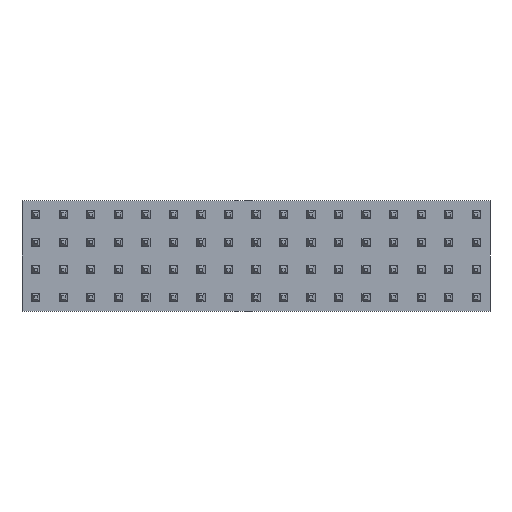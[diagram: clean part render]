
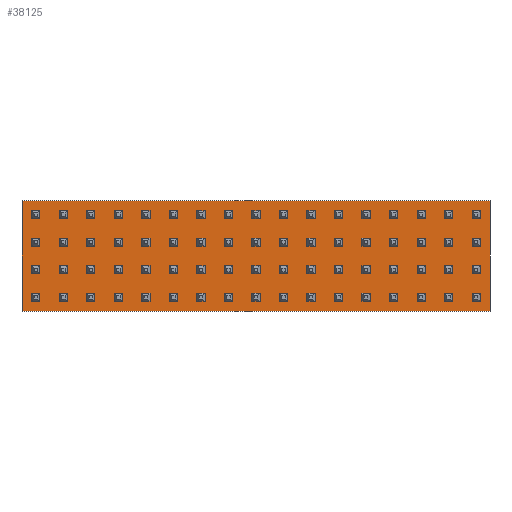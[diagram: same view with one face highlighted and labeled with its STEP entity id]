
A CAD part, front view. The second image highlights one B-rep face of the part: STEP entity #38125.
In plain terms, the highlighted planar face has unit normal (0, -1, 0).
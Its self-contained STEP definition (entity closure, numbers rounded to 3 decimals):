
#37978 = CARTESIAN_POINT ( 'NONE',  ( 33., 0., 7. ) ) ;
#37979 = VERTEX_POINT ( 'NONE', #37978 ) ;
#37980 = CARTESIAN_POINT ( 'NONE',  ( 33., 0., -1. ) ) ;
#37981 = VERTEX_POINT ( 'NONE', #37980 ) ;
#37982 = CARTESIAN_POINT ( 'NONE',  ( 33., 0., 7. ) ) ;
#37983 = DIRECTION ( 'NONE',  ( 0., 0., -1. ) ) ;
#37984 = VECTOR ( 'NONE', #37983, 1000. ) ;
#37985 = LINE ( 'NONE', #37982, #37984 ) ;
#37986 = EDGE_CURVE ( 'NONE', #37979, #37981, #37985, .T. ) ;
#38018 = CARTESIAN_POINT ( 'NONE',  ( -1., 0., -1. ) ) ;
#38019 = VERTEX_POINT ( 'NONE', #38018 ) ;
#38020 = CARTESIAN_POINT ( 'NONE',  ( -1., 0., -1. ) ) ;
#38021 = DIRECTION ( 'NONE',  ( -1., 0., 0. ) ) ;
#38022 = VECTOR ( 'NONE', #38021, 1000. ) ;
#38023 = LINE ( 'NONE', #38020, #38022 ) ;
#38024 = EDGE_CURVE ( 'NONE', #37981, #38019, #38023, .T. ) ;
#38049 = CARTESIAN_POINT ( 'NONE',  ( -1., 0., 7. ) ) ;
#38050 = VERTEX_POINT ( 'NONE', #38049 ) ;
#38051 = CARTESIAN_POINT ( 'NONE',  ( -1., 0., 7. ) ) ;
#38052 = DIRECTION ( 'NONE',  ( 0., 0., 1. ) ) ;
#38053 = VECTOR ( 'NONE', #38052, 1000. ) ;
#38054 = LINE ( 'NONE', #38051, #38053 ) ;
#38055 = EDGE_CURVE ( 'NONE', #38019, #38050, #38054, .T. ) ;
#38080 = CARTESIAN_POINT ( 'NONE',  ( -1., 0., 7. ) ) ;
#38081 = DIRECTION ( 'NONE',  ( 1., 0., 0. ) ) ;
#38082 = VECTOR ( 'NONE', #38081, 1000. ) ;
#38083 = LINE ( 'NONE', #38080, #38082 ) ;
#38084 = EDGE_CURVE ( 'NONE', #38050, #37979, #38083, .T. ) ;
#38114 = ORIENTED_EDGE ( 'NONE', *, *, #37986, .F. ) ;
#38115 = ORIENTED_EDGE ( 'NONE', *, *, #38084, .F. ) ;
#38116 = ORIENTED_EDGE ( 'NONE', *, *, #38055, .F. ) ;
#38117 = ORIENTED_EDGE ( 'NONE', *, *, #38024, .F. ) ;
#38118 = EDGE_LOOP ( 'NONE', ( #38114, #38115, #38116, #38117 ) ) ;
#38119 = FACE_OUTER_BOUND ( 'NONE', #38118, .T. ) ;
#38120 = CARTESIAN_POINT ( 'NONE',  ( 16., 0., 3. ) ) ;
#38121 = DIRECTION ( 'NONE',  ( 0., -1., 0. ) ) ;
#38122 = DIRECTION ( 'NONE',  ( 0., 0., -1. ) ) ;
#38123 = AXIS2_PLACEMENT_3D ( 'NONE', #38120, #38121, #38122 ) ;
#38124 = PLANE ( 'NONE', #38123 ) ;
#38125 = ADVANCED_FACE ( 'NONE', ( #38119 ), #38124, .T. ) ;
